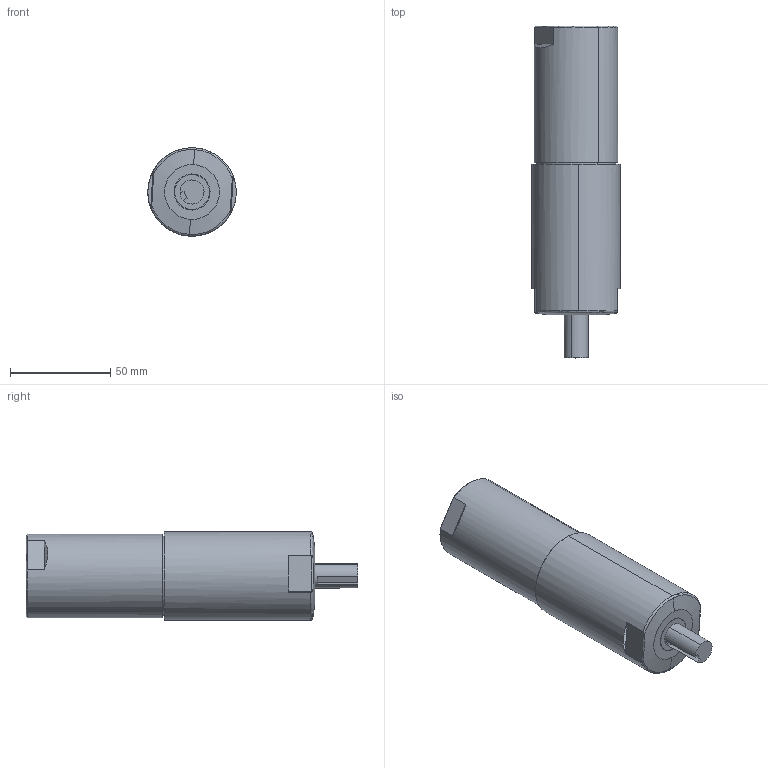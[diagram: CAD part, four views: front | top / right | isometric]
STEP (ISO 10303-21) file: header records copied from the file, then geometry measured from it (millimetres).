
FILE_DESCRIPTION (( 'STEP AP214' ), '1' );
FILE_NAME ('OSM45-040LRK.STEP', '2022-01-24T22:21:36', ( '' ), ( '' ), 'SwSTEP 2.0', 'SolidWorks 2021', '' );
FILE_SCHEMA (( 'AUTOMOTIVE_DESIGN' ));
Length unit declared in the file: millimetre
Products named in the file (1): OSM45-040LRK
Bounding box: 44.12 x 165.67 x 44.07 mm (x, y, z)
Surface area: 26597 mm2 (no closed solid volume)
Topology: 0 solids, 3 shells, 60 faces, 173 edges, 117 vertices
Faces by surface type: plane 20, cylinder 18, cone 13, bspline 6, torus 3
Entity records: 2932 total; most frequent: CARTESIAN_POINT 673, DIRECTION 347, ORIENTED_EDGE 308, EDGE_CURVE 173, AXIS2_PLACEMENT_3D 143, VERTEX_POINT 117, CIRCLE 88, EDGE_LOOP 68
